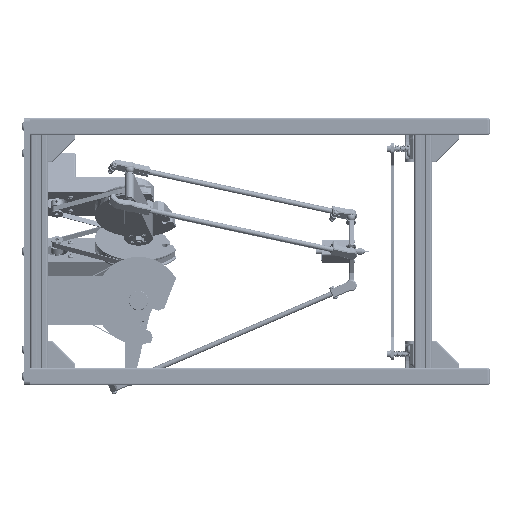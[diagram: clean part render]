
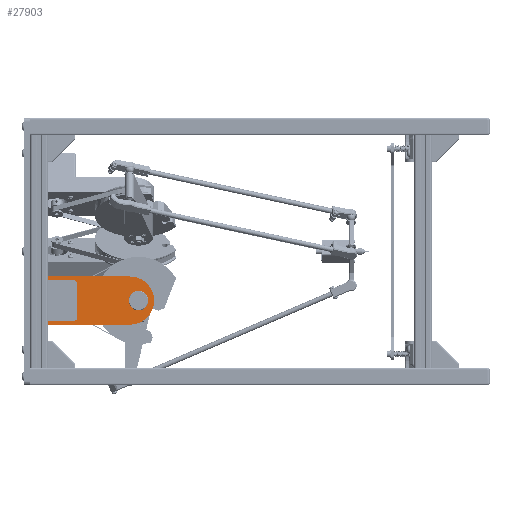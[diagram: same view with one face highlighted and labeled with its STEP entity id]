
A CAD part, left-side view. The second image highlights one B-rep face of the part: STEP entity #27903.
In plain terms, the highlighted face is planar.
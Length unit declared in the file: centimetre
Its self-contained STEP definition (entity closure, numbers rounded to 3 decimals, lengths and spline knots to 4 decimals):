
#11018=PLANE('',#29626);
#11898=VECTOR('',#33292,1.);
#11901=VECTOR('',#33300,1.);
#11904=VECTOR('',#33308,1.);
#11907=VECTOR('',#33316,1.);
#11910=VECTOR('',#33334,1.);
#11912=VECTOR('',#33339,1.);
#11913=VECTOR('',#33340,1.);
#13402=LINE('',#39993,#11898);
#13405=LINE('',#40001,#11901);
#13408=LINE('',#40009,#11904);
#13411=LINE('',#40017,#11907);
#13414=LINE('',#40106,#11910);
#13416=LINE('',#40113,#11912);
#13417=LINE('',#40114,#11913);
#14991=VERTEX_POINT('',#39988);
#14992=VERTEX_POINT('',#39990);
#14993=VERTEX_POINT('',#39994);
#14994=VERTEX_POINT('',#39998);
#14995=VERTEX_POINT('',#40002);
#14996=VERTEX_POINT('',#40006);
#14997=VERTEX_POINT('',#40010);
#14998=VERTEX_POINT('',#40014);
#15007=VERTEX_POINT('',#40105);
#15008=VERTEX_POINT('',#40107);
#15009=VERTEX_POINT('',#40111);
#15010=VERTEX_POINT('',#40112);
#15011=VERTEX_POINT('',#40116);
#16470=CIRCLE('',#29606,0.35);
#16471=CIRCLE('',#29609,0.35);
#16472=CIRCLE('',#29612,0.35);
#16473=CIRCLE('',#29615,0.35);
#16478=CIRCLE('',#29627,2.7);
#16479=CIRCLE('',#29628,1.1);
#17801=EDGE_CURVE('',#14992,#14991,#16470,.T.);
#17803=EDGE_CURVE('',#14993,#14992,#13402,.T.);
#17805=EDGE_CURVE('',#14994,#14993,#16471,.T.);
#17807=EDGE_CURVE('',#14995,#14994,#13405,.T.);
#17809=EDGE_CURVE('',#14996,#14995,#16472,.T.);
#17811=EDGE_CURVE('',#14997,#14996,#13408,.T.);
#17813=EDGE_CURVE('',#14998,#14997,#16473,.T.);
#17815=EDGE_CURVE('',#14991,#14998,#13411,.T.);
#17824=EDGE_CURVE('',#15007,#15008,#13414,.T.);
#17826=EDGE_CURVE('',#15009,#15010,#16478,.T.);
#17827=EDGE_CURVE('',#15008,#15009,#13416,.T.);
#17828=EDGE_CURVE('',#15010,#15007,#13417,.T.);
#17829=EDGE_CURVE('',#15011,#15011,#16479,.T.);
#21149=ORIENTED_EDGE('',*,*,#17801,.T.);
#21150=ORIENTED_EDGE('',*,*,#17815,.T.);
#21151=ORIENTED_EDGE('',*,*,#17813,.T.);
#21152=ORIENTED_EDGE('',*,*,#17811,.T.);
#21153=ORIENTED_EDGE('',*,*,#17809,.T.);
#21154=ORIENTED_EDGE('',*,*,#17807,.T.);
#21155=ORIENTED_EDGE('',*,*,#17805,.T.);
#21156=ORIENTED_EDGE('',*,*,#17803,.T.);
#21157=ORIENTED_EDGE('',*,*,#17826,.F.);
#21158=ORIENTED_EDGE('',*,*,#17827,.F.);
#21159=ORIENTED_EDGE('',*,*,#17824,.F.);
#21160=ORIENTED_EDGE('',*,*,#17828,.F.);
#21161=ORIENTED_EDGE('',*,*,#17829,.T.);
#24974=EDGE_LOOP('',(#21149,#21150,#21151,#21152,#21153,#21154,#21155,#21156));
#24975=EDGE_LOOP('',(#21157,#21158,#21159,#21160));
#24976=EDGE_LOOP('',(#21161));
#26508=FACE_BOUND('',#24974,.T.);
#26509=FACE_BOUND('',#24975,.T.);
#26510=FACE_BOUND('',#24976,.T.);
#27903=ADVANCED_FACE('',(#26508,#26509,#26510),#11018,.F.);
#29606=AXIS2_PLACEMENT_3D('',#39989,#33288,#33289);
#29609=AXIS2_PLACEMENT_3D('',#39997,#33296,#33297);
#29612=AXIS2_PLACEMENT_3D('',#40005,#33304,#33305);
#29615=AXIS2_PLACEMENT_3D('',#40013,#33312,#33313);
#29626=AXIS2_PLACEMENT_3D('',#40109,#33336,$);
#29627=AXIS2_PLACEMENT_3D('',#40110,#33337,#33338);
#29628=AXIS2_PLACEMENT_3D('',#40115,#33341,#33342);
#33288=DIRECTION('',(0.,0.,1.));
#33289=DIRECTION('',(-0.35,0.,0.));
#33292=DIRECTION('',(1.,0.,0.));
#33296=DIRECTION('',(0.,0.,1.));
#33297=DIRECTION('',(-0.35,0.,0.));
#33300=DIRECTION('',(0.,-1.,0.));
#33304=DIRECTION('',(0.,0.,1.));
#33305=DIRECTION('',(-0.35,0.,0.));
#33308=DIRECTION('',(-1.,0.,0.));
#33312=DIRECTION('',(0.,0.,1.));
#33313=DIRECTION('',(-0.35,0.,0.));
#33316=DIRECTION('',(0.,1.,0.));
#33334=DIRECTION('',(-1.,0.,0.));
#33336=DIRECTION('',(0.,0.,1.));
#33337=DIRECTION('',(0.,0.,1.));
#33338=DIRECTION('',(1.909,-1.909,0.));
#33339=DIRECTION('',(0.,-1.,0.));
#33340=DIRECTION('',(0.,1.,0.));
#33341=DIRECTION('',(0.,0.,1.));
#33342=DIRECTION('',(-1.1,0.,0.));
#39988=CARTESIAN_POINT('',(2.265,2.0275,-0.9525));
#39989=CARTESIAN_POINT('',(1.915,2.0275,-0.9525));
#39990=CARTESIAN_POINT('',(1.915,1.6775,-0.9525));
#39993=CARTESIAN_POINT('',(0.,1.6775,-0.9525));
#39994=CARTESIAN_POINT('',(-1.915,1.6775,-0.9525));
#39997=CARTESIAN_POINT('',(-1.915,2.0275,-0.9525));
#39998=CARTESIAN_POINT('',(-2.265,2.0275,-0.9525));
#40001=CARTESIAN_POINT('',(-2.265,1.9713,-0.9525));
#40002=CARTESIAN_POINT('',(-2.265,5.8575,-0.9525));
#40005=CARTESIAN_POINT('',(-1.915,5.8575,-0.9525));
#40006=CARTESIAN_POINT('',(-1.915,6.2075,-0.9525));
#40009=CARTESIAN_POINT('',(0.,6.2075,-0.9525));
#40010=CARTESIAN_POINT('',(1.915,6.2075,-0.9525));
#40013=CARTESIAN_POINT('',(1.915,5.8575,-0.9525));
#40014=CARTESIAN_POINT('',(2.265,5.8575,-0.9525));
#40017=CARTESIAN_POINT('',(2.265,1.9713,-0.9525));
#40105=CARTESIAN_POINT('',(2.7,6.9425,-0.9525));
#40106=CARTESIAN_POINT('',(2.7,6.9425,-0.9525));
#40107=CARTESIAN_POINT('',(-2.7,6.9425,-0.9525));
#40109=CARTESIAN_POINT('',(0.,0.,-0.9525));
#40110=CARTESIAN_POINT('',(0.,-4.2425,-0.9525));
#40111=CARTESIAN_POINT('',(-2.7,-4.2425,-0.9525));
#40112=CARTESIAN_POINT('',(2.7,-4.2425,-0.9525));
#40113=CARTESIAN_POINT('',(-2.7,6.9425,-0.9525));
#40114=CARTESIAN_POINT('',(2.7,-6.9425,-0.9525));
#40115=CARTESIAN_POINT('',(0.,-5.1925,-0.9525));
#40116=CARTESIAN_POINT('',(-1.1,-5.1925,-0.9525));
